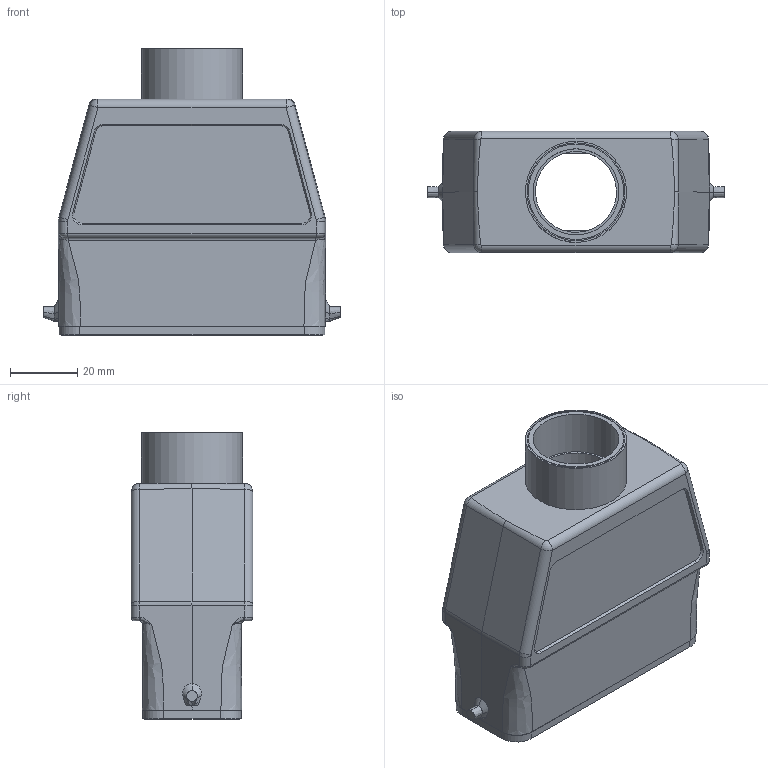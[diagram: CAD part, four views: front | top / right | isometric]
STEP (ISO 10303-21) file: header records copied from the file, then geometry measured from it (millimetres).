
FILE_DESCRIPTION((''),'2;1');
FILE_NAME('05200160462-2.stp','2020-07-07T16:11:51',('e.eickhoff'),(''),'Autodesk Inventor 2012','Autodesk Inventor 2012','');
FILE_SCHEMA(('AUTOMOTIVE_DESIGN { 1 0 10303 214 1 1 1 1 }'));
Length unit declared in the file: millimetre
Products named in the file (3): 05200160462-2; M25-PG21 Adapter
Assembly tree (2 placements, depth 2):
  05200160462-2
    05200160462-2
    M25-PG21 Adapter
Bounding box: 88.3 x 36 x 85 mm (x, y, z)
Volume: 68927 mm3; surface area: 36996 mm2
Topology: 2 solids, 2 shells, 398 faces, 1556 edges, 1726 vertices
Faces by surface type: plane 190, cylinder 105, bspline 70, cone 24, torus 5, sphere 4
Full cylindrical faces by diameter (mm): 3 x4, 24 x1, 25.5 x1, 28.3 x1, 29 x1, 30 x1
Entity records: 18348 total; most frequent: CARTESIAN_POINT 5598, DIRECTION 2356, ORIENTED_EDGE 1932, EDGE_CURVE 966, AXIS2_PLACEMENT_3D 819, VECTOR 718, LINE 718, VERTEX_POINT 610
